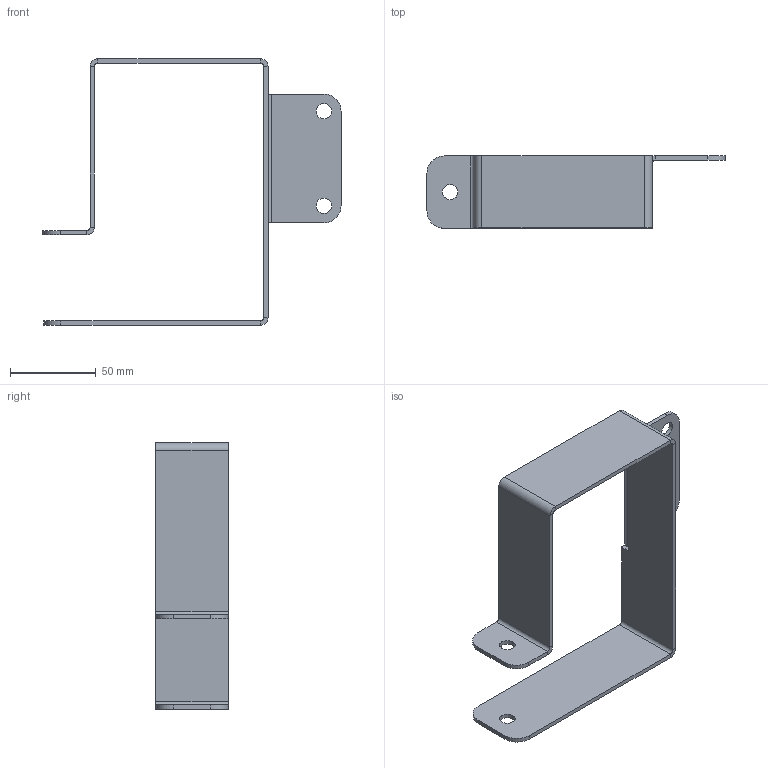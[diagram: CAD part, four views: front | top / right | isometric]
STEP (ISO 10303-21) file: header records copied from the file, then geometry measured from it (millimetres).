
FILE_DESCRIPTION(/* description */ (''),/* implementation_level */ '2;1');
FILE_NAME(/* name */ 'SupportBatterie_BlocageTransversal_Tolerie v7.step',/* time_stamp */ '2020-05-16T15:02:53+02:00',/* author */ (''),/* organization */ (''),/* preprocessor_version */ 'ST-DEVELOPER v18.1',/* originating_system */ 'Autodesk Translation Framework v9.3.0.1241',/* authorisation */ '');
FILE_SCHEMA (('AUTOMOTIVE_DESIGN { 1 0 10303 214 3 1 1 }'));
Length unit declared in the file: millimetre
Products named in the file (1): SupportBatterie_BlocageTransversal_Tolerie
Bounding box: 173.5 x 42 x 155 mm (x, y, z)
Volume: 59798.9 mm3; surface area: 51060.1 mm2
Topology: 1 solids, 1 shells, 64 faces, 146 edges, 84 vertices
Faces by surface type: plane 44, cylinder 20
Full cylindrical faces by diameter (mm): 9 x4
Entity records: 1799 total; most frequent: DIRECTION 316, CARTESIAN_POINT 295, ORIENTED_EDGE 292, EDGE_CURVE 146, LINE 106, VECTOR 106, AXIS2_PLACEMENT_3D 105, VERTEX_POINT 84
